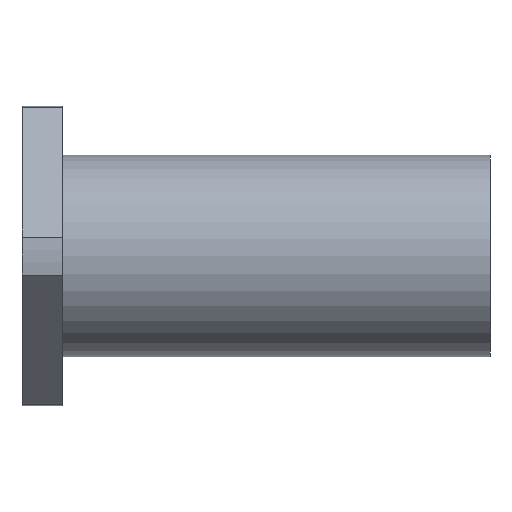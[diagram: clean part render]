
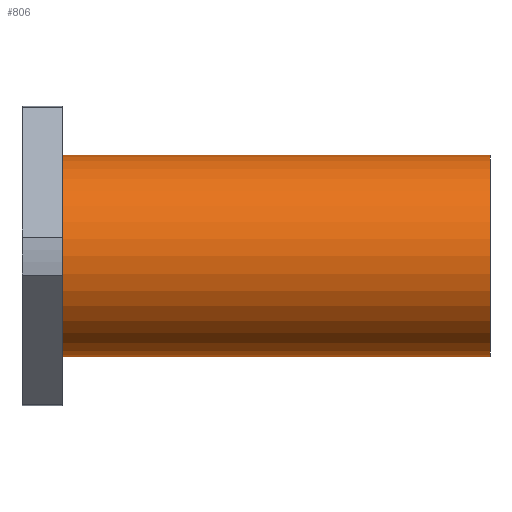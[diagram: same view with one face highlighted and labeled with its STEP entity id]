
A CAD part, front view. The second image highlights one B-rep face of the part: STEP entity #806.
In plain terms, the highlighted cylindrical face has radius 45 mm (diameter 90 mm), a partial arc.
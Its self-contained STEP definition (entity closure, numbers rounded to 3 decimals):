
#4 = EDGE_CURVE ( 'NONE', #103, #125, #1503, .T. ) ;
#14 = EDGE_CURVE ( 'NONE', #122, #131, #1516, .T. ) ;
#26 = EDGE_CURVE ( 'NONE', #122, #103, #1531, .T. ) ;
#30 = EDGE_CURVE ( 'NONE', #131, #125, #1533, .T. ) ;
#103 = VERTEX_POINT ( 'NONE', #372 ) ;
#122 = VERTEX_POINT ( 'NONE', #391 ) ;
#125 = VERTEX_POINT ( 'NONE', #394 ) ;
#131 = VERTEX_POINT ( 'NONE', #400 ) ;
#168 = CARTESIAN_POINT ( 'NONE',  ( 18., 0., 0. ) ) ;
#169 = DIRECTION ( 'NONE',  ( -1., 0., 0. ) ) ;
#170 = DIRECTION ( 'NONE',  ( 0., 0., 1. ) ) ;
#194 = CARTESIAN_POINT ( 'NONE',  ( 209., 0., 0. ) ) ;
#195 = DIRECTION ( 'NONE',  ( -1., 0., 0. ) ) ;
#196 = DIRECTION ( 'NONE',  ( 0., 0., 1. ) ) ;
#221 = CARTESIAN_POINT ( 'NONE',  ( 0., 0., -45. ) ) ;
#229 = DIRECTION ( 'NONE',  ( -1., 0., 0. ) ) ;
#237 = CARTESIAN_POINT ( 'NONE',  ( 0., 0., 45. ) ) ;
#238 = DIRECTION ( 'NONE',  ( -1., 0., 0. ) ) ;
#372 = CARTESIAN_POINT ( 'NONE',  ( 18., 0., -45. ) ) ;
#391 = CARTESIAN_POINT ( 'NONE',  ( 209., 0., -45. ) ) ;
#394 = CARTESIAN_POINT ( 'NONE',  ( 18., 0., 45. ) ) ;
#400 = CARTESIAN_POINT ( 'NONE',  ( 209., 0., 45. ) ) ;
#580 = DIRECTION ( 'NONE',  ( 0., 0., 1. ) ) ;
#586 = DIRECTION ( 'NONE',  ( -1., 0., 0. ) ) ;
#592 = CARTESIAN_POINT ( 'NONE',  ( 0., 0., 0. ) ) ;
#776 = AXIS2_PLACEMENT_3D ( 'NONE', #168, #169, #170 ) ;
#806 = ADVANCED_FACE ( 'NONE', ( #1059 ), #1060, .T. ) ;
#831 = AXIS2_PLACEMENT_3D ( 'NONE', #194, #195, #196 ) ;
#929 = AXIS2_PLACEMENT_3D ( 'NONE', #592, #586, #580 ) ;
#1059 = FACE_OUTER_BOUND ( 'NONE', #1248, .T. ) ;
#1060 = CYLINDRICAL_SURFACE ( 'NONE', #929, 45. ) ;
#1248 = EDGE_LOOP ( 'NONE', ( #1410, #1411, #1412, #1413 ) ) ;
#1410 = ORIENTED_EDGE ( 'NONE', *, *, #26, .F. ) ;
#1411 = ORIENTED_EDGE ( 'NONE', *, *, #14, .T. ) ;
#1412 = ORIENTED_EDGE ( 'NONE', *, *, #30, .T. ) ;
#1413 = ORIENTED_EDGE ( 'NONE', *, *, #4, .F. ) ;
#1503 = CIRCLE ( 'NONE', #776, 45. ) ;
#1516 = CIRCLE ( 'NONE', #831, 45. ) ;
#1529 = VECTOR ( 'NONE', #229, 1000. ) ;
#1531 = LINE ( 'NONE', #221, #1529 ) ;
#1533 = LINE ( 'NONE', #237, #1534 ) ;
#1534 = VECTOR ( 'NONE', #238, 1000. ) ;
